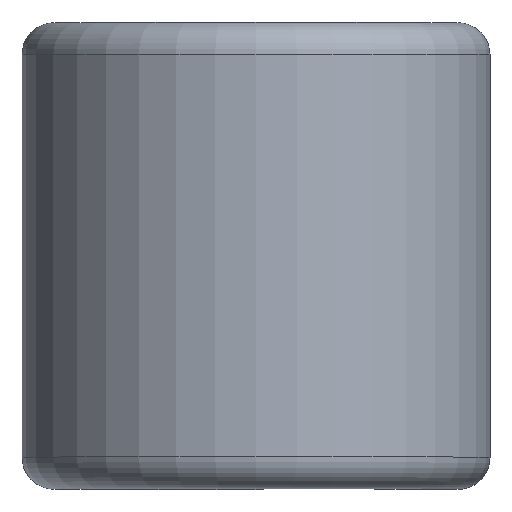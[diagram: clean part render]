
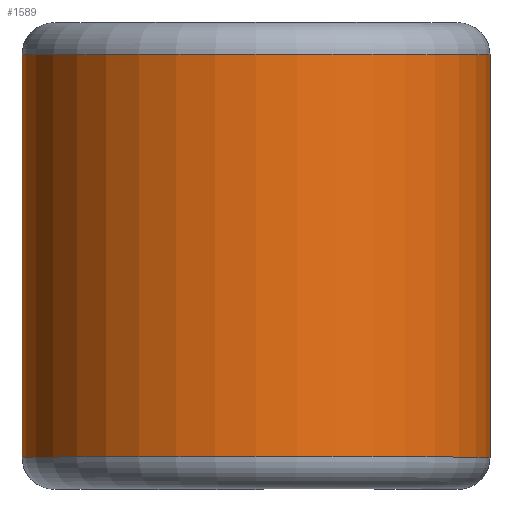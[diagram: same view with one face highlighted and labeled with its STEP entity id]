
A CAD part, top view. The second image highlights one B-rep face of the part: STEP entity #1589.
In plain terms, the highlighted cylindrical face has radius 5.575 mm (diameter 11.151 mm), a partial arc.
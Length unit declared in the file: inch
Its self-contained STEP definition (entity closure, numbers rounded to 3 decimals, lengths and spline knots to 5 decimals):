
#74 = EDGE_LOOP ( 'NONE', ( #1733, #791, #91, #969 ) ) ;
#91 = ORIENTED_EDGE ( 'NONE', *, *, #2279, .F. ) ;
#146 = CIRCLE ( 'NONE', #1688, 0.2195 ) ;
#244 = VERTEX_POINT ( 'NONE', #1477 ) ;
#246 = DIRECTION ( 'NONE',  ( 0., -1., 0. ) ) ;
#252 = CIRCLE ( 'NONE', #1573, 0.2195 ) ;
#327 = FACE_OUTER_BOUND ( 'NONE', #74, .T. ) ;
#445 = VERTEX_POINT ( 'NONE', #1247 ) ;
#483 = VECTOR ( 'NONE', #857, 39.37008 ) ;
#681 = DIRECTION ( 'NONE',  ( 0., 0., -1. ) ) ;
#727 = CARTESIAN_POINT ( 'NONE',  ( 0., 0.18875, -0.2195 ) ) ;
#784 = EDGE_CURVE ( 'NONE', #841, #445, #1035, .T. ) ;
#791 = ORIENTED_EDGE ( 'NONE', *, *, #966, .T. ) ;
#841 = VERTEX_POINT ( 'NONE', #1624 ) ;
#849 = DIRECTION ( 'NONE',  ( 0., -1., 0. ) ) ;
#857 = DIRECTION ( 'NONE',  ( 0., 1., 0. ) ) ;
#886 = CARTESIAN_POINT ( 'NONE',  ( 0., 0.1875, 0. ) ) ;
#966 = EDGE_CURVE ( 'NONE', #445, #1904, #252, .T. ) ;
#969 = ORIENTED_EDGE ( 'NONE', *, *, #992, .F. ) ;
#987 = CARTESIAN_POINT ( 'NONE',  ( 0.2195, 0.18875, 0. ) ) ;
#992 = EDGE_CURVE ( 'NONE', #841, #244, #146, .T. ) ;
#1035 = LINE ( 'NONE', #987, #483 ) ;
#1148 = DIRECTION ( 'NONE',  ( 0., -1., 0. ) ) ;
#1247 = CARTESIAN_POINT ( 'NONE',  ( 0.2195, 0.18875, 0. ) ) ;
#1288 = LINE ( 'NONE', #1485, #2189 ) ;
#1477 = CARTESIAN_POINT ( 'NONE',  ( 0., -0.18875, -0.2195 ) ) ;
#1485 = CARTESIAN_POINT ( 'NONE',  ( 0., 0.18875, -0.2195 ) ) ;
#1573 = AXIS2_PLACEMENT_3D ( 'NONE', #1630, #246, #2011 ) ;
#1589 = ADVANCED_FACE ( 'NONE', ( #327 ), #2317, .T. ) ;
#1624 = CARTESIAN_POINT ( 'NONE',  ( 0.2195, -0.18875, 0. ) ) ;
#1630 = CARTESIAN_POINT ( 'NONE',  ( 0., 0.18875, 0. ) ) ;
#1688 = AXIS2_PLACEMENT_3D ( 'NONE', #2035, #1148, #1827 ) ;
#1733 = ORIENTED_EDGE ( 'NONE', *, *, #784, .T. ) ;
#1827 = DIRECTION ( 'NONE',  ( 0., 0., -1. ) ) ;
#1875 = DIRECTION ( 'NONE',  ( 0., 1., 0. ) ) ;
#1904 = VERTEX_POINT ( 'NONE', #727 ) ;
#2011 = DIRECTION ( 'NONE',  ( 0., 0., -1. ) ) ;
#2035 = CARTESIAN_POINT ( 'NONE',  ( 0., -0.18875, 0. ) ) ;
#2189 = VECTOR ( 'NONE', #1875, 39.37008 ) ;
#2279 = EDGE_CURVE ( 'NONE', #244, #1904, #1288, .T. ) ;
#2317 = CYLINDRICAL_SURFACE ( 'NONE', #2318, 0.2195 ) ;
#2318 = AXIS2_PLACEMENT_3D ( 'NONE', #886, #849, #681 ) ;
